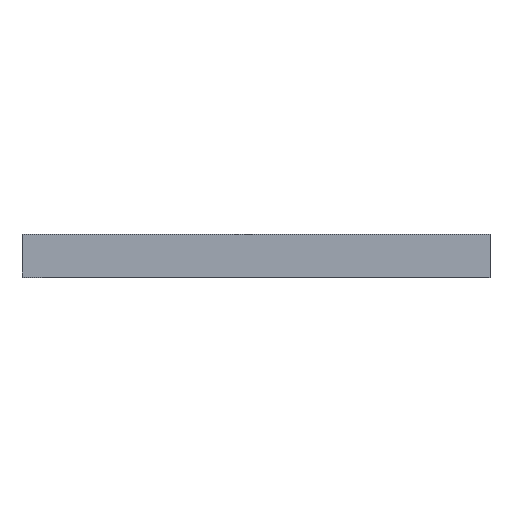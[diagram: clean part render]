
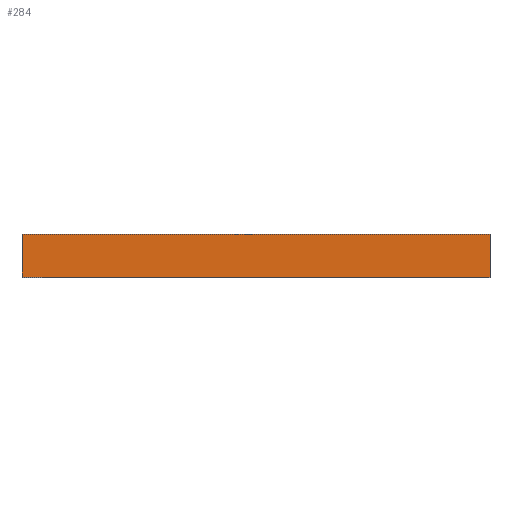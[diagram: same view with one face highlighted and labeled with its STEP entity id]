
A CAD part, top view. The second image highlights one B-rep face of the part: STEP entity #284.
In plain terms, the highlighted free-form (B-spline) face has degree [6, 6] with [7, 7] control points.
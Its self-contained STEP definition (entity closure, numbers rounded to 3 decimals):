
#284=ADVANCED_FACE('',(#404),#1268,.T.);
#404=FACE_OUTER_BOUND('',#532,.T.);
#532=EDGE_LOOP('',(#977,#978,#979,#980));
#977=ORIENTED_EDGE('',*,*,#1468,.F.);
#978=ORIENTED_EDGE('',*,*,#1511,.F.);
#979=ORIENTED_EDGE('',*,*,#1463,.F.);
#980=ORIENTED_EDGE('',*,*,#1478,.F.);
#1268=B_SPLINE_SURFACE_WITH_KNOTS('',6,6,((#21772,#21773,#21774,#21775,#21776,
#21777,#21778),(#21779,#21780,#21781,#21782,#21783,#21784,#21785),(#21786,
#21787,#21788,#21789,#21790,#21791,#21792),(#21793,#21794,#21795,#21796,
#21797,#21798,#21799),(#21800,#21801,#21802,#21803,#21804,#21805,#21806),
(#21807,#21808,#21809,#21810,#21811,#21812,#21813),(#21814,#21815,#21816,
#21817,#21818,#21819,#21820)),.UNSPECIFIED.,.F.,.F.,.F.,(7,7),(7,7),(1.,
2.),(1.,2.),.UNSPECIFIED.);
#1463=EDGE_CURVE('',#2057,#2058,#1790,.T.);
#1468=EDGE_CURVE('',#2061,#2062,#1795,.T.);
#1478=EDGE_CURVE('',#2062,#2057,#1805,.T.);
#1511=EDGE_CURVE('',#2058,#2061,#1838,.T.);
#1790=B_SPLINE_CURVE_WITH_KNOTS('',1,(#17845,#17846),.UNSPECIFIED.,.F.,.F.,
(2,2),(0.,1.),.UNSPECIFIED.);
#1795=B_SPLINE_CURVE_WITH_KNOTS('',1,(#17855,#17856),.UNSPECIFIED.,.F.,.F.,
(2,2),(0.,1.),.UNSPECIFIED.);
#1805=B_SPLINE_CURVE_WITH_KNOTS('',1,(#18155,#18156),.UNSPECIFIED.,.F.,.F.,
(2,2),(0.,1.),.UNSPECIFIED.);
#1838=B_SPLINE_CURVE_WITH_KNOTS('',1,(#18862,#18863),.UNSPECIFIED.,.F.,.F.,
(2,2),(0.,1.),.UNSPECIFIED.);
#2057=VERTEX_POINT('',#17615);
#2058=VERTEX_POINT('',#17616);
#2061=VERTEX_POINT('',#17619);
#2062=VERTEX_POINT('',#17620);
#17615=CARTESIAN_POINT('',(-55.656,150.268,-114.094));
#17616=CARTESIAN_POINT('',(-55.656,135.268,-114.094));
#17619=CARTESIAN_POINT('',(-219.024,135.268,-114.094));
#17620=CARTESIAN_POINT('',(-219.024,150.268,-114.094));
#17845=CARTESIAN_POINT('',(-55.656,150.268,-114.094));
#17846=CARTESIAN_POINT('',(-55.656,135.268,-114.094));
#17855=CARTESIAN_POINT('',(-219.024,135.268,-114.094));
#17856=CARTESIAN_POINT('',(-219.024,150.268,-114.094));
#18155=CARTESIAN_POINT('',(-219.024,150.268,-114.094));
#18156=CARTESIAN_POINT('',(-55.656,150.268,-114.094));
#18862=CARTESIAN_POINT('',(-55.656,135.268,-114.094));
#18863=CARTESIAN_POINT('',(-219.024,135.268,-114.094));
#21772=CARTESIAN_POINT('',(-219.024,150.268,-114.094));
#21773=CARTESIAN_POINT('',(-191.796,150.268,-114.094));
#21774=CARTESIAN_POINT('',(-164.568,150.268,-114.094));
#21775=CARTESIAN_POINT('',(-137.34,150.268,-114.094));
#21776=CARTESIAN_POINT('',(-110.112,150.268,-114.094));
#21777=CARTESIAN_POINT('',(-82.884,150.268,-114.094));
#21778=CARTESIAN_POINT('',(-55.656,150.268,-114.094));
#21779=CARTESIAN_POINT('',(-219.024,147.768,-114.094));
#21780=CARTESIAN_POINT('',(-191.796,147.768,-114.094));
#21781=CARTESIAN_POINT('',(-164.568,147.768,-114.094));
#21782=CARTESIAN_POINT('',(-137.34,147.768,-114.094));
#21783=CARTESIAN_POINT('',(-110.112,147.768,-114.094));
#21784=CARTESIAN_POINT('',(-82.884,147.768,-114.094));
#21785=CARTESIAN_POINT('',(-55.656,147.768,-114.094));
#21786=CARTESIAN_POINT('',(-219.024,145.268,-114.094));
#21787=CARTESIAN_POINT('',(-191.796,145.268,-114.094));
#21788=CARTESIAN_POINT('',(-164.568,145.268,-114.094));
#21789=CARTESIAN_POINT('',(-137.34,145.268,-114.094));
#21790=CARTESIAN_POINT('',(-110.112,145.268,-114.094));
#21791=CARTESIAN_POINT('',(-82.884,145.268,-114.094));
#21792=CARTESIAN_POINT('',(-55.656,145.268,-114.094));
#21793=CARTESIAN_POINT('',(-219.024,142.768,-114.094));
#21794=CARTESIAN_POINT('',(-191.796,142.768,-114.094));
#21795=CARTESIAN_POINT('',(-164.568,142.768,-114.094));
#21796=CARTESIAN_POINT('',(-137.34,142.768,-114.094));
#21797=CARTESIAN_POINT('',(-110.112,142.768,-114.094));
#21798=CARTESIAN_POINT('',(-82.884,142.768,-114.094));
#21799=CARTESIAN_POINT('',(-55.656,142.768,-114.094));
#21800=CARTESIAN_POINT('',(-219.024,140.268,-114.094));
#21801=CARTESIAN_POINT('',(-191.796,140.268,-114.094));
#21802=CARTESIAN_POINT('',(-164.568,140.268,-114.094));
#21803=CARTESIAN_POINT('',(-137.34,140.268,-114.094));
#21804=CARTESIAN_POINT('',(-110.112,140.268,-114.094));
#21805=CARTESIAN_POINT('',(-82.884,140.268,-114.094));
#21806=CARTESIAN_POINT('',(-55.656,140.268,-114.094));
#21807=CARTESIAN_POINT('',(-219.024,137.768,-114.094));
#21808=CARTESIAN_POINT('',(-191.796,137.768,-114.094));
#21809=CARTESIAN_POINT('',(-164.568,137.768,-114.094));
#21810=CARTESIAN_POINT('',(-137.34,137.768,-114.094));
#21811=CARTESIAN_POINT('',(-110.112,137.768,-114.094));
#21812=CARTESIAN_POINT('',(-82.884,137.768,-114.094));
#21813=CARTESIAN_POINT('',(-55.656,137.768,-114.094));
#21814=CARTESIAN_POINT('',(-219.024,135.268,-114.094));
#21815=CARTESIAN_POINT('',(-191.796,135.268,-114.094));
#21816=CARTESIAN_POINT('',(-164.568,135.268,-114.094));
#21817=CARTESIAN_POINT('',(-137.34,135.268,-114.094));
#21818=CARTESIAN_POINT('',(-110.112,135.268,-114.094));
#21819=CARTESIAN_POINT('',(-82.884,135.268,-114.094));
#21820=CARTESIAN_POINT('',(-55.656,135.268,-114.094));
